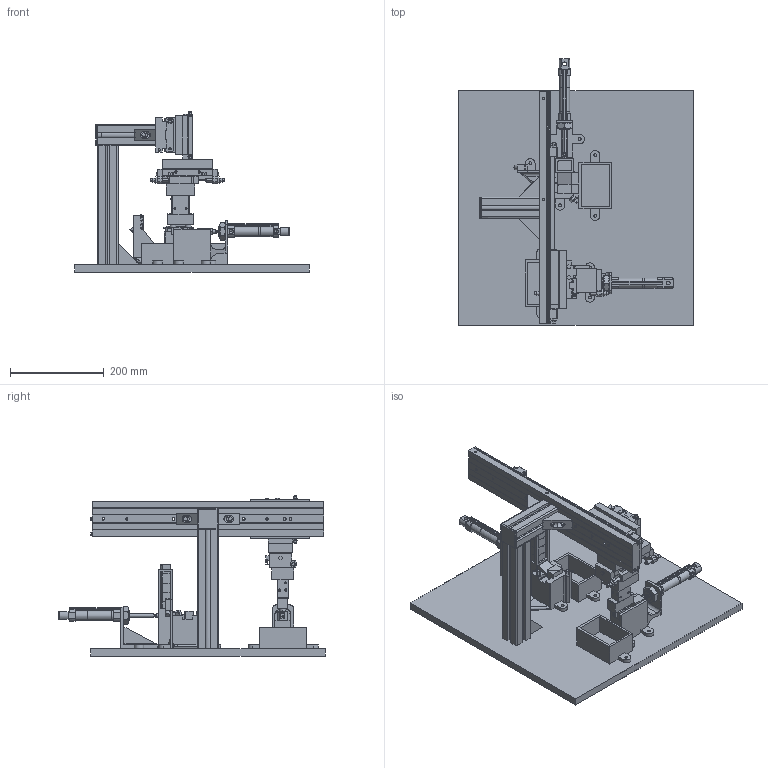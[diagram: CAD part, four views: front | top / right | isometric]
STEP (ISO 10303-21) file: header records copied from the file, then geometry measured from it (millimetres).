
FILE_DESCRIPTION(('CATIA V5 STEP Exchange'),'2;1');
FILE_NAME('Eredu 2 15062020.CATProduct.stp','2020-06-15T09:02:09+00:00',('none'),('none'),'CATIA Version 5 Release 21 GA (IN-10)','CATIA V5 STEP AP203','none');
FILE_SCHEMA(('CONFIG_CONTROL_DESIGN'));
Products named in the file (7): Ensamble; MXW16-200(0_0); MXF16-30(0_0); MHKL2-16D(28_6_0); MXP16-30B(0_0); CD85N20-50-A(0_1_0); Copy (1) of CD85N20-50-A(0_1_0)
Assembly tree (62 placements, depth 3):
  Ensamble
    #58
    #233
    #2018
    #3803  x3
    #4440
    MXW16-200(0_0)
      #5274
      #12448  x2
    MXF16-30(0_0)
      #13094
      #17353
      #20493  x2
      #21066  x2
      #21922  x2
    #22560
    #22735
    MHKL2-16D(28_6_0)
      #22933
      #26735  x2
      #27592
      #29867
    MXP16-30B(0_0)
      #30312
      #36070  x2
      #36857  x2
    #37495  x8
    #37798  x2
    #38509
    CD85N20-50-A(0_1_0)
      #45813
      #48415
      #49229
      #50147
      #51068
    Copy (1) of CD85N20-50-A(0_1_0)
      #45813
      #48415
      #49229
      #50147
      #51456
    #51805  x2
    #51924
    #52503
    #54121
Bounding box: 502 x 569.97 x 343 mm (x, y, z)
Volume: 7322064 mm3; surface area: 1342363.6 mm2
Topology: 56 solids, 56 shells, 2080 faces, 5286 edges, 3420 vertices
Faces by surface type: plane 1140, cylinder 597, cone 314, bspline 15, sphere 8, torus 4, revolution 2
Entity records: 57169 total; most frequent: CARTESIAN_POINT 18200, ORIENTED_EDGE 8458, DIRECTION 6569, EDGE_CURVE 4229, VECTOR 2773, LINE 2773, VERTEX_POINT 2751, AXIS2_PLACEMENT_3D 2351
